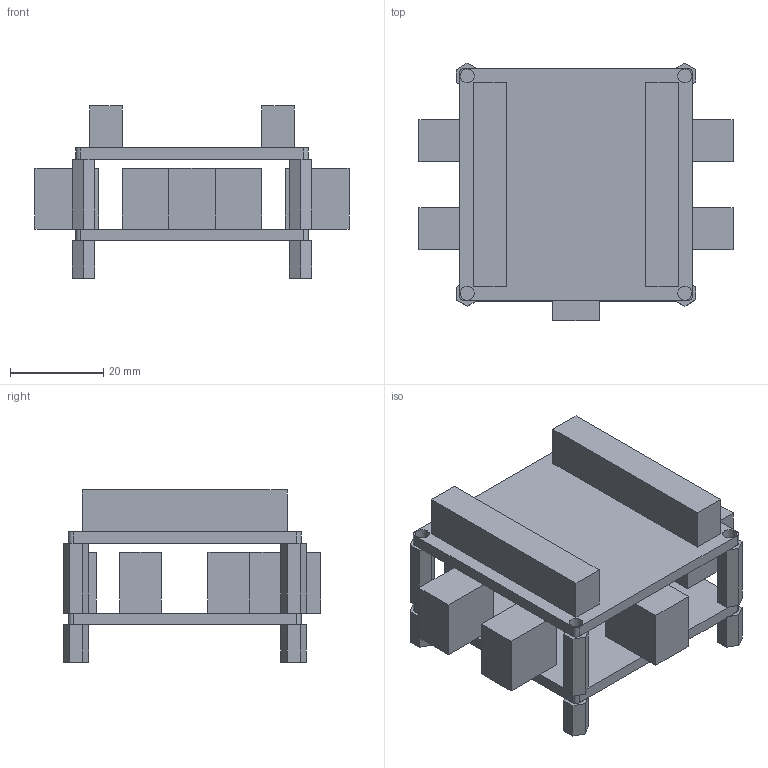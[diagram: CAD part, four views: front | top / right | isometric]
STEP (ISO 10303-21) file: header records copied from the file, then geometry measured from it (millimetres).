
FILE_DESCRIPTION(/* description */ (''),/* implementation_level */ '2;1');
FILE_NAME(/* name */ 'wondom-dsp.step',/* time_stamp */ '2019-02-26T21:15:49+01:00',/* author */ ('r.varma'),/* organization */ (''),/* preprocessor_version */ 'ST-DEVELOPER v17.2',/* originating_system */ 'Autodesk Translation Framework v7.6.0.251',/* authorisation */ '');
FILE_SCHEMA (('AUTOMOTIVE_DESIGN { 1 0 10303 214 3 1 1 }'));
Length unit declared in the file: millimetre
Products named in the file (5): wondom-dsp; kernel; rca; inter_brd_spacer; bottom_brd_spacer
Assembly tree (10 placements, depth 2):
  wondom-dsp
    kernel
    rca
    inter_brd_spacer  x4
    bottom_brd_spacer  x4
Bounding box: 67.5 x 55.36 x 37 mm (x, y, z)
Volume: 30546.2 mm3; surface area: 21607.7 mm2
Topology: 18 solids, 18 shells, 140 faces, 312 edges, 208 vertices
Faces by surface type: plane 124, cylinder 16
Full cylindrical faces by diameter (mm): 3 x8
Entity records: 2769 total; most frequent: DIRECTION 450, CARTESIAN_POINT 447, ORIENTED_EDGE 408, EDGE_CURVE 204, LINE 172, VECTOR 172, AXIS2_PLACEMENT_3D 139, VERTEX_POINT 136
